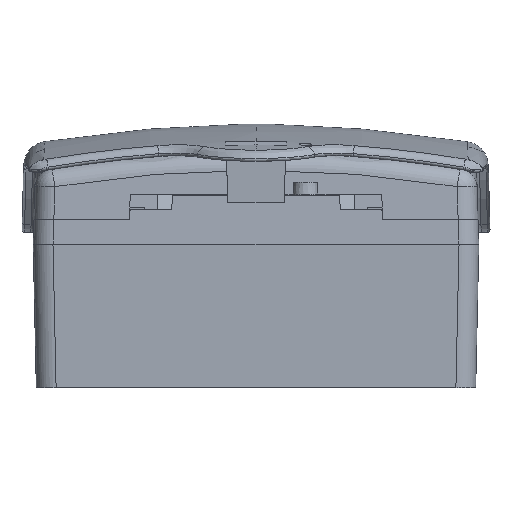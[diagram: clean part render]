
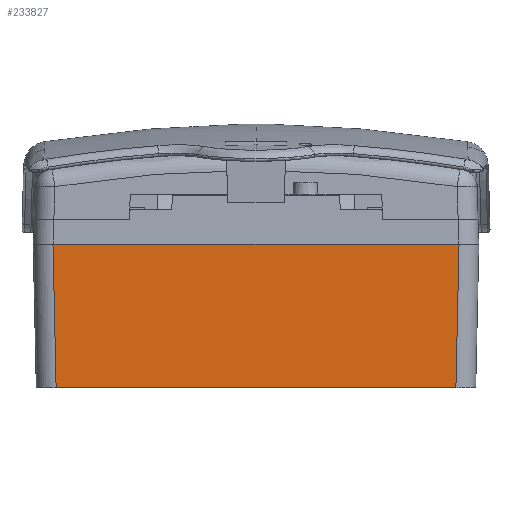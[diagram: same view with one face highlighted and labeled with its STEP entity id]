
A CAD part, front view. The second image highlights one B-rep face of the part: STEP entity #233827.
In plain terms, the highlighted planar face has unit normal (0, -1, -0.022).
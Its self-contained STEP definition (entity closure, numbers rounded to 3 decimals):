
#210 = CARTESIAN_POINT ( 'NONE',  ( 45., -44.367, -29. ) ) ;
#875 = CARTESIAN_POINT ( 'NONE',  ( -40.96, -44.959, -1.875 ) ) ;
#16017 = CARTESIAN_POINT ( 'NONE',  ( -41.001, -45., 0. ) ) ;
#19945 = PLANE ( 'NONE',  #239941 ) ;
#33961 = VERTEX_POINT ( 'NONE', #16017 ) ;
#42480 = CARTESIAN_POINT ( 'NONE',  ( -40.368, -44.367, -29. ) ) ;
#45894 = ORIENTED_EDGE ( 'NONE', *, *, #125109, .T. ) ;
#51638 = DIRECTION ( 'NONE',  ( 0., 0.022, -1. ) ) ;
#55409 = EDGE_LOOP ( 'NONE', ( #72281, #45894, #197800, #92279 ) ) ;
#56281 = DIRECTION ( 'NONE',  ( 1., 0., 0. ) ) ;
#59196 = DIRECTION ( 'NONE',  ( 0.022, -0.022, 1. ) ) ;
#61555 = LINE ( 'NONE', #229369, #209935 ) ;
#67297 = VECTOR ( 'NONE', #239921, 1000. ) ;
#72280 = FACE_OUTER_BOUND ( 'NONE', #55409, .T. ) ;
#72281 = ORIENTED_EDGE ( 'NONE', *, *, #132681, .T. ) ;
#73482 = CARTESIAN_POINT ( 'NONE',  ( 45., -45., 0. ) ) ;
#92279 = ORIENTED_EDGE ( 'NONE', *, *, #155170, .T. ) ;
#92848 = CARTESIAN_POINT ( 'NONE',  ( 45., -45., 0. ) ) ;
#97808 = VERTEX_POINT ( 'NONE', #174328 ) ;
#107651 = VECTOR ( 'NONE', #56281, 1000. ) ;
#108859 = DIRECTION ( 'NONE',  ( 0., -1., -0.022 ) ) ;
#109611 = VECTOR ( 'NONE', #162755, 1000. ) ;
#110687 = CARTESIAN_POINT ( 'NONE',  ( 40.368, -44.367, -29. ) ) ;
#115842 = LINE ( 'NONE', #210, #107651 ) ;
#125109 = EDGE_CURVE ( 'NONE', #234309, #97808, #61555, .T. ) ;
#132681 = EDGE_CURVE ( 'NONE', #171041, #234309, #115842, .T. ) ;
#155170 = EDGE_CURVE ( 'NONE', #33961, #171041, #200470, .T. ) ;
#162755 = DIRECTION ( 'NONE',  ( 0.022, 0.022, -1. ) ) ;
#171041 = VERTEX_POINT ( 'NONE', #42480 ) ;
#174328 = CARTESIAN_POINT ( 'NONE',  ( 41.001, -45., 0. ) ) ;
#197800 = ORIENTED_EDGE ( 'NONE', *, *, #215646, .F. ) ;
#200470 = LINE ( 'NONE', #875, #109611 ) ;
#209935 = VECTOR ( 'NONE', #59196, 1000. ) ;
#215646 = EDGE_CURVE ( 'NONE', #33961, #97808, #224107, .T. ) ;
#224107 = LINE ( 'NONE', #92848, #67297 ) ;
#229369 = CARTESIAN_POINT ( 'NONE',  ( 41.003, -45.002, 0.087 ) ) ;
#233827 = ADVANCED_FACE ( 'NONE', ( #72280 ), #19945, .T. ) ;
#234309 = VERTEX_POINT ( 'NONE', #110687 ) ;
#239921 = DIRECTION ( 'NONE',  ( 1., 0., 0. ) ) ;
#239941 = AXIS2_PLACEMENT_3D ( 'NONE', #73482, #108859, #51638 ) ;
